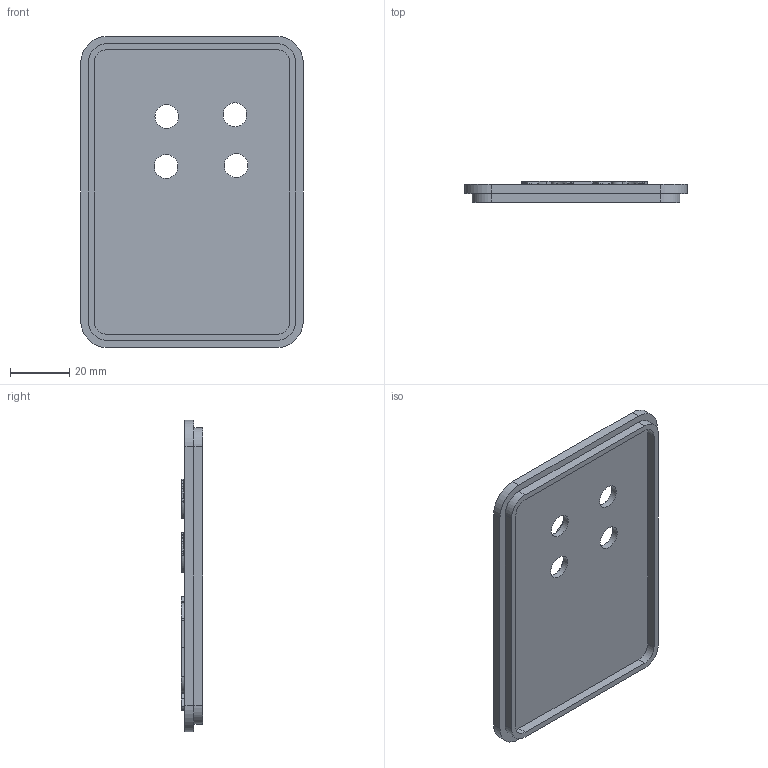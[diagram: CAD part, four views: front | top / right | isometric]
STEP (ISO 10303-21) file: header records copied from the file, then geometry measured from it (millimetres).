
FILE_DESCRIPTION(/* description */ (''),/* implementation_level */ '2;1');
FILE_NAME(/* name */ '',/* time_stamp */ '2025-08-16T20:56:25+08:00',/* author */ (''),/* organization */ (''),/* preprocessor_version */ 'ST-DEVELOPER v20.1',/* originating_system */ 'Autodesk Translation Framework v14.10.0.0',/* authorisation */ '');
FILE_SCHEMA (('AUTOMOTIVE_DESIGN { 1 0 10303 214 3 1 1 }'));
Length unit declared in the file: millimetre
Products named in the file (1): 2025-08-16-20-56-24-784
Bounding box: 74.97 x 7.2 x 104.97 mm (x, y, z)
Volume: 22207.4 mm3; surface area: 20827.7 mm2
Topology: 2 solids, 2 shells, 985 faces, 2561 edges, 1706 vertices
Faces by surface type: bspline 514, plane 447, cylinder 20, cone 4
Full cylindrical faces by diameter (mm): 8 x4
Entity records: 31121 total; most frequent: CARTESIAN_POINT 11935, ORIENTED_EDGE 5122, EDGE_CURVE 2561, DIRECTION 2521, VERTEX_POINT 1706, LINE 1489, VECTOR 1489, EDGE_LOOP 1121
